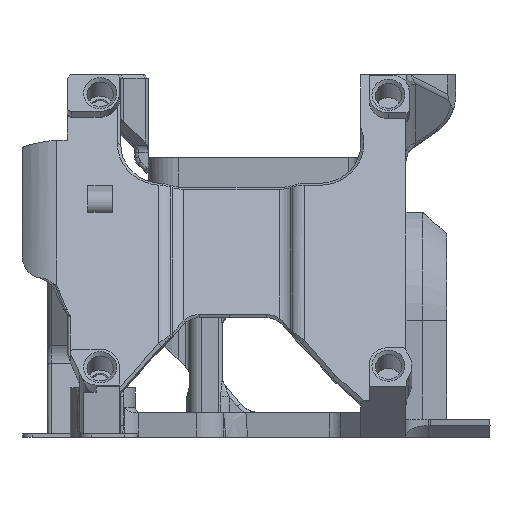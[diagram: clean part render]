
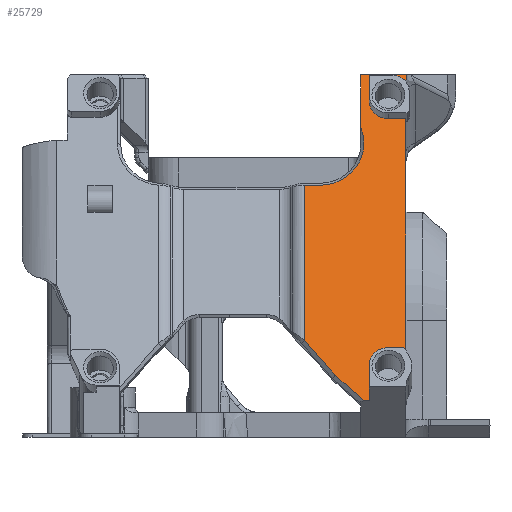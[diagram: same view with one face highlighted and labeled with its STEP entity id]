
A CAD part, left-side view. The second image highlights one B-rep face of the part: STEP entity #25729.
In plain terms, the highlighted planar face has unit normal (-0.94, 0, 0.342).
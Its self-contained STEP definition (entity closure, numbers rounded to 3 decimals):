
#751=LINE('',#35759,#2445);
#755=LINE('',#35774,#2449);
#1350=LINE('',#44850,#3044);
#1356=LINE('',#44868,#3050);
#1357=LINE('',#44870,#3051);
#1360=LINE('',#44878,#3054);
#1361=LINE('',#44880,#3055);
#1423=LINE('',#45190,#3117);
#1624=LINE('',#47711,#3318);
#1638=LINE('',#47756,#3332);
#1639=LINE('',#47758,#3333);
#1640=LINE('',#47760,#3334);
#1641=LINE('',#47765,#3335);
#1642=LINE('',#47766,#3336);
#2445=VECTOR('',#28997,1000.);
#2449=VECTOR('',#29001,1000.);
#3044=VECTOR('',#31480,1000.);
#3050=VECTOR('',#31498,1000.);
#3051=VECTOR('',#31501,1000.);
#3054=VECTOR('',#31510,1000.);
#3055=VECTOR('',#31513,1000.);
#3117=VECTOR('',#31777,1000.);
#3318=VECTOR('',#32530,1000.);
#3332=VECTOR('',#32558,1000.);
#3333=VECTOR('',#32561,1000.);
#3334=VECTOR('',#32562,1000.);
#3335=VECTOR('',#32563,1000.);
#3336=VECTOR('',#32564,1000.);
#4375=PLANE('',#27812);
#5324=B_SPLINE_CURVE_WITH_KNOTS('',3,(#47761,#47762,#47763,#47764),
 .UNSPECIFIED.,.F.,.F.,(4,4),(0.,0.001),
 .UNSPECIFIED.);
#9746=ORIENTED_EDGE('',*,*,#15848,.F.);
#9747=ORIENTED_EDGE('',*,*,#15849,.T.);
#9748=ORIENTED_EDGE('',*,*,#15850,.F.);
#9749=ORIENTED_EDGE('',*,*,#15221,.T.);
#9750=ORIENTED_EDGE('',*,*,#15211,.T.);
#9751=ORIENTED_EDGE('',*,*,#15206,.F.);
#9752=ORIENTED_EDGE('',*,*,#15202,.T.);
#9753=ORIENTED_EDGE('',*,*,#15263,.F.);
#9754=ORIENTED_EDGE('',*,*,#13594,.F.);
#9755=ORIENTED_EDGE('',*,*,#15220,.F.);
#9756=ORIENTED_EDGE('',*,*,#15218,.T.);
#9757=ORIENTED_EDGE('',*,*,#15216,.T.);
#9758=ORIENTED_EDGE('',*,*,#15215,.T.);
#9759=ORIENTED_EDGE('',*,*,#15212,.T.);
#9760=ORIENTED_EDGE('',*,*,#13589,.T.);
#9761=ORIENTED_EDGE('',*,*,#15851,.T.);
#9762=ORIENTED_EDGE('',*,*,#15829,.F.);
#9763=ORIENTED_EDGE('',*,*,#15852,.T.);
#9764=ORIENTED_EDGE('',*,*,#15834,.T.);
#9765=ORIENTED_EDGE('',*,*,#15853,.F.);
#9766=ORIENTED_EDGE('',*,*,#15341,.F.);
#13589=EDGE_CURVE('',#17548,#17547,#751,.T.);
#13594=EDGE_CURVE('',#17552,#17553,#755,.T.);
#15202=EDGE_CURVE('',#18625,#18626,#20461,.T.);
#15206=EDGE_CURVE('',#18625,#18629,#1350,.T.);
#15211=EDGE_CURVE('',#18631,#18629,#20464,.T.);
#15212=EDGE_CURVE('',#18633,#17548,#20465,.T.);
#15215=EDGE_CURVE('',#18634,#18633,#1356,.T.);
#15216=EDGE_CURVE('',#18635,#18634,#1357,.T.);
#15218=EDGE_CURVE('',#18636,#18635,#20466,.T.);
#15220=EDGE_CURVE('',#18636,#17552,#1360,.T.);
#15221=EDGE_CURVE('',#18637,#18631,#1361,.T.);
#15263=EDGE_CURVE('',#17553,#18626,#20479,.T.);
#15341=EDGE_CURVE('',#18624,#18702,#1423,.T.);
#15829=EDGE_CURVE('',#18989,#18990,#1624,.T.);
#15834=EDGE_CURVE('',#18995,#18994,#20625,.T.);
#15848=EDGE_CURVE('',#19005,#18624,#1638,.T.);
#15849=EDGE_CURVE('',#19005,#19006,#1639,.T.);
#15850=EDGE_CURVE('',#18637,#19006,#1640,.T.);
#15851=EDGE_CURVE('',#17547,#18990,#5324,.T.);
#15852=EDGE_CURVE('',#18989,#18995,#1641,.T.);
#15853=EDGE_CURVE('',#18702,#18994,#1642,.T.);
#17547=VERTEX_POINT('',#35758);
#17548=VERTEX_POINT('',#35760);
#17552=VERTEX_POINT('',#35773);
#17553=VERTEX_POINT('',#35775);
#18624=VERTEX_POINT('',#44824);
#18625=VERTEX_POINT('',#44842);
#18626=VERTEX_POINT('',#44843);
#18629=VERTEX_POINT('',#44851);
#18631=VERTEX_POINT('',#44857);
#18633=VERTEX_POINT('',#44863);
#18634=VERTEX_POINT('',#44867);
#18635=VERTEX_POINT('',#44871);
#18636=VERTEX_POINT('',#44875);
#18637=VERTEX_POINT('',#44881);
#18702=VERTEX_POINT('',#45191);
#18989=VERTEX_POINT('',#47710);
#18990=VERTEX_POINT('',#47712);
#18994=VERTEX_POINT('',#47724);
#18995=VERTEX_POINT('',#47726);
#19005=VERTEX_POINT('',#47755);
#19006=VERTEX_POINT('',#47759);
#20461=CIRCLE('',#27414,0.5);
#20464=CIRCLE('',#27419,2.35);
#20465=CIRCLE('',#27421,2.);
#20466=CIRCLE('',#27425,2.35);
#20479=CIRCLE('',#27462,2.536);
#20625=CIRCLE('',#27807,5.4);
#21927=EDGE_LOOP('',(#9746,#9747,#9748,#9749,#9750,#9751,#9752,#9753,#9754,
#9755,#9756,#9757,#9758,#9759,#9760,#9761,#9762,#9763,#9764,#9765,#9766));
#23587=FACE_BOUND('',#21927,.T.);
#25729=ADVANCED_FACE('',(#23587),#4375,.T.);
#27414=AXIS2_PLACEMENT_3D('',#44841,#31472,#31473);
#27419=AXIS2_PLACEMENT_3D('',#44860,#31488,#31489);
#27421=AXIS2_PLACEMENT_3D('',#44862,#31492,#31493);
#27425=AXIS2_PLACEMENT_3D('',#44874,#31505,#31506);
#27462=AXIS2_PLACEMENT_3D('',#44968,#31605,#31606);
#27807=AXIS2_PLACEMENT_3D('',#47725,#32537,#32538);
#27812=AXIS2_PLACEMENT_3D('',#47757,#32559,#32560);
#28997=DIRECTION('',(0.342,0.,0.94));
#29001=DIRECTION('',(-0.342,0.,-0.94));
#31472=DIRECTION('',(0.94,0.,-0.342));
#31473=DIRECTION('',(0.342,0.,0.94));
#31480=DIRECTION('',(0.,1.,0.));
#31488=DIRECTION('',(0.94,0.,-0.342));
#31489=DIRECTION('',(0.342,0.,0.94));
#31492=DIRECTION('',(0.94,0.,-0.342));
#31493=DIRECTION('',(0.342,0.,0.94));
#31498=DIRECTION('',(0.,-1.,0.));
#31501=DIRECTION('',(0.342,0.,0.94));
#31505=DIRECTION('',(0.94,0.,-0.342));
#31506=DIRECTION('',(0.342,0.,0.94));
#31510=DIRECTION('',(0.,-1.,0.));
#31513=DIRECTION('',(0.342,0.,0.94));
#31605=DIRECTION('',(0.94,0.,-0.342));
#31606=DIRECTION('',(0.342,0.,0.94));
#31777=DIRECTION('',(0.342,0.,0.94));
#32530=DIRECTION('',(0.,-1.,0.));
#32537=DIRECTION('',(0.94,0.,-0.342));
#32538=DIRECTION('',(0.342,0.,0.94));
#32558=DIRECTION('',(0.262,0.643,0.72));
#32559=DIRECTION('',(-0.94,0.,0.342));
#32560=DIRECTION('',(-0.342,0.,-0.94));
#32561=DIRECTION('',(-0.236,-0.725,-0.648));
#32562=DIRECTION('',(0.,1.,0.));
#32563=DIRECTION('',(-0.342,0.,-0.94));
#32564=DIRECTION('',(0.,-1.,0.));
#35758=CARTESIAN_POINT('',(-130.221,6.5,43.264));
#35759=CARTESIAN_POINT('',(-143.233,6.5,7.513));
#35760=CARTESIAN_POINT('',(-130.522,6.5,42.438));
#35773=CARTESIAN_POINT('',(-131.895,6.5,38.664));
#35774=CARTESIAN_POINT('',(-136.618,6.5,25.688));
#35775=CARTESIAN_POINT('',(-142.392,6.5,9.826));
#44824=CARTESIAN_POINT('',(-141.708,18.828,11.704));
#44841=CARTESIAN_POINT('',(-142.43,7.,9.722));
#44842=CARTESIAN_POINT('',(-142.259,7.,10.192));
#44843=CARTESIAN_POINT('',(-142.361,6.543,9.912));
#44850=CARTESIAN_POINT('',(-142.259,6.125,10.192));
#44851=CARTESIAN_POINT('',(-142.259,8.625,10.192));
#44857=CARTESIAN_POINT('',(-143.062,10.975,7.983));
#44860=CARTESIAN_POINT('',(-143.062,8.625,7.983));
#44862=CARTESIAN_POINT('',(-130.921,8.125,41.342));
#44863=CARTESIAN_POINT('',(-130.237,8.125,43.222));
#44867=CARTESIAN_POINT('',(-130.237,10.975,43.222));
#44868=CARTESIAN_POINT('',(-130.237,6.125,43.222));
#44870=CARTESIAN_POINT('',(-123.64,10.975,61.346));
#44871=CARTESIAN_POINT('',(-131.092,10.975,40.873));
#44874=CARTESIAN_POINT('',(-131.092,8.625,40.873));
#44875=CARTESIAN_POINT('',(-131.895,8.625,38.664));
#44878=CARTESIAN_POINT('',(-131.895,6.125,38.664));
#44880=CARTESIAN_POINT('',(-123.64,10.975,61.346));
#44881=CARTESIAN_POINT('',(-144.33,10.975,4.501));
#44968=CARTESIAN_POINT('',(-142.01,4.223,10.875));
#45190=CARTESIAN_POINT('',(-143.25,18.828,7.468));
#45191=CARTESIAN_POINT('',(-134.836,18.828,30.585));
#47710=CARTESIAN_POINT('',(-129.953,12.,44.));
#47711=CARTESIAN_POINT('',(-129.953,4.696,44.));
#47712=CARTESIAN_POINT('',(-129.953,6.466,44.));
#47724=CARTESIAN_POINT('',(-134.836,17.,30.585));
#47725=CARTESIAN_POINT('',(-132.989,17.,35.659));
#47726=CARTESIAN_POINT('',(-132.292,12.,37.576));
#47755=CARTESIAN_POINT('',(-143.22,15.12,7.552));
#47756=CARTESIAN_POINT('',(-140.731,21.225,14.388));
#47757=CARTESIAN_POINT('',(-143.233,43.625,7.513));
#47758=CARTESIAN_POINT('',(-138.358,30.068,20.909));
#47759=CARTESIAN_POINT('',(-144.33,11.706,4.501));
#47760=CARTESIAN_POINT('',(-144.33,43.625,4.501));
#47761=CARTESIAN_POINT('',(-130.221,6.5,43.264));
#47762=CARTESIAN_POINT('',(-130.132,6.5,43.51));
#47763=CARTESIAN_POINT('',(-130.043,6.482,43.755));
#47764=CARTESIAN_POINT('',(-129.953,6.466,44.));
#47765=CARTESIAN_POINT('',(-143.233,12.,7.513));
#47766=CARTESIAN_POINT('',(-134.836,27.711,30.585));
